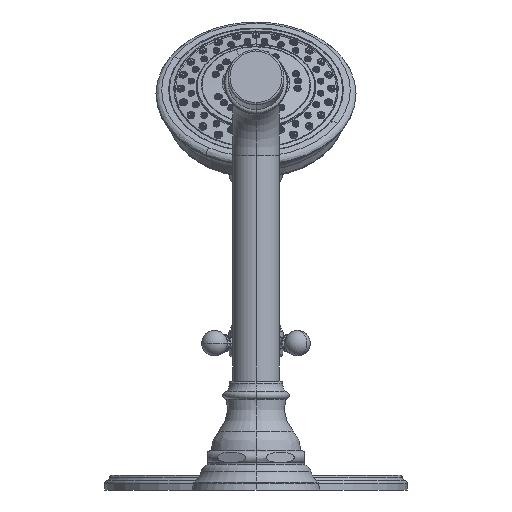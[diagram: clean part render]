
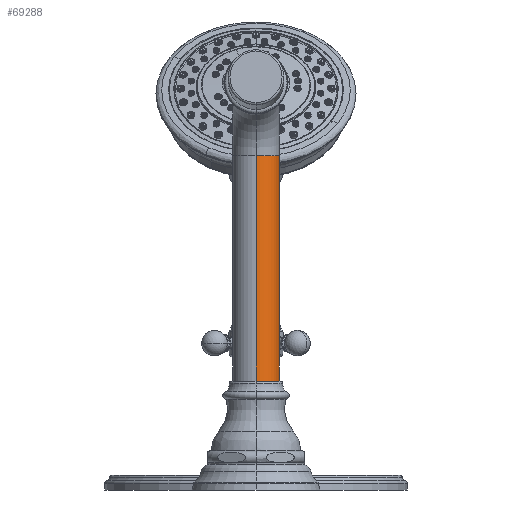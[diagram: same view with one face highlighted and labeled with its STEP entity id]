
A CAD part, front view. The second image highlights one B-rep face of the part: STEP entity #69288.
In plain terms, the highlighted cylindrical face has radius 12.7 mm (diameter 25.4 mm), a partial arc.
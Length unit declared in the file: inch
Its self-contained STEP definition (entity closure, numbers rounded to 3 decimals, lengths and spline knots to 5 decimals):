
#67120=CARTESIAN_POINT('',(0.,-8.,7.18));
#67121=DIRECTION('',(0.,0.,1.));
#67122=DIRECTION('',(0.,-1.,0.));
#67123=AXIS2_PLACEMENT_3D('',#67120,#67121,#67122);
#67130=DIRECTION('',(0.,0.,1.));
#67131=VECTOR('',#67130,4.84);
#67132=CARTESIAN_POINT('',(0.,-8.5,2.34));
#67133=LINE('',#67132,#67131);
#67139=CARTESIAN_POINT('',(0.,-8.,2.34));
#67140=DIRECTION('',(0.,0.,1.));
#67141=DIRECTION('',(0.,-1.,0.));
#67142=AXIS2_PLACEMENT_3D('',#67139,#67140,#67141);
#67882=DIRECTION('',(0.,0.,1.));
#67883=VECTOR('',#67882,4.84);
#67884=CARTESIAN_POINT('',(0.,-7.5,2.34));
#67885=LINE('',#67884,#67883);
#68298=CARTESIAN_POINT('',(0.,-7.5,7.18));
#68299=CARTESIAN_POINT('',(0.,-8.5,7.18));
#68300=VERTEX_POINT('',#68298);
#68301=VERTEX_POINT('',#68299);
#68306=CARTESIAN_POINT('',(0.,-7.5,2.34));
#68307=CARTESIAN_POINT('',(0.,-8.5,2.34));
#68308=VERTEX_POINT('',#68306);
#68309=VERTEX_POINT('',#68307);
#69274=CARTESIAN_POINT('',(0.,-8.,1.84));
#69275=DIRECTION('',(0.,0.,1.));
#69276=DIRECTION('',(0.,1.,0.));
#69277=AXIS2_PLACEMENT_3D('',#69274,#69275,#69276);
#69278=CYLINDRICAL_SURFACE('',#69277,0.5);
#69280=ORIENTED_EDGE('',*,*,#69279,.F.);
#69282=ORIENTED_EDGE('',*,*,#69281,.T.);
#69283=ORIENTED_EDGE('',*,*,#69264,.T.);
#69285=ORIENTED_EDGE('',*,*,#69284,.F.);
#69286=EDGE_LOOP('',(#69280,#69282,#69283,#69285));
#69287=FACE_OUTER_BOUND('',#69286,.F.);
#69288=ADVANCED_FACE('',(#69287),#69278,.T.);
#67124=CIRCLE('',#67123,0.5);
#67143=CIRCLE('',#67142,0.5);
#69264=EDGE_CURVE('',#68301,#68300,#67124,.T.);
#69279=EDGE_CURVE('',#68309,#68308,#67143,.T.);
#69281=EDGE_CURVE('',#68309,#68301,#67133,.T.);
#69284=EDGE_CURVE('',#68308,#68300,#67885,.T.);
